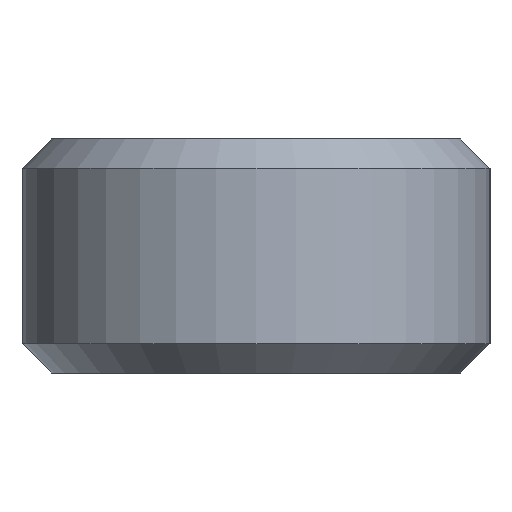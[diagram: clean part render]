
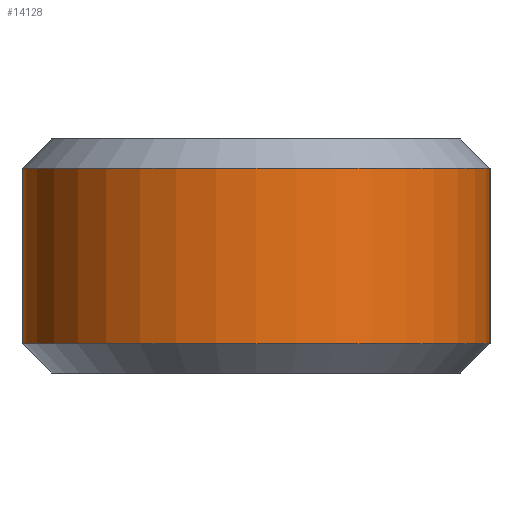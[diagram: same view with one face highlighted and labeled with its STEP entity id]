
A CAD part, left-side view. The second image highlights one B-rep face of the part: STEP entity #14128.
In plain terms, the highlighted cylindrical face has radius 16 mm (diameter 32 mm), a partial arc.
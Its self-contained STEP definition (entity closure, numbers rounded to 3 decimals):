
#2524=FACE_OUTER_BOUND('',#3453,.T.);
#3453=EDGE_LOOP('',(#13228,#13229,#13230,#13231));
#4403=LINE('',#36366,#5389);
#4440=LINE('',#36488,#5426);
#5389=VECTOR('',#18161,10.);
#5426=VECTOR('',#18290,10.);
#5770=CIRCLE('',#15284,16.);
#5790=CIRCLE('',#15347,16.);
#7061=VERTEX_POINT('',#36172);
#7084=VERTEX_POINT('',#36257);
#7108=VERTEX_POINT('',#36346);
#7135=VERTEX_POINT('',#36459);
#9069=EDGE_CURVE('',#7061,#7084,#5770,.T.);
#9115=EDGE_CURVE('',#7061,#7108,#4403,.T.);
#9159=EDGE_CURVE('',#7108,#7135,#5790,.T.);
#9171=EDGE_CURVE('',#7135,#7084,#4440,.T.);
#13228=ORIENTED_EDGE('',*,*,#9159,.F.);
#13229=ORIENTED_EDGE('',*,*,#9115,.F.);
#13230=ORIENTED_EDGE('',*,*,#9069,.T.);
#13231=ORIENTED_EDGE('',*,*,#9171,.F.);
#13324=CYLINDRICAL_SURFACE('',#15364,16.);
#14128=ADVANCED_FACE('',(#2524),#13324,.T.);
#15284=AXIS2_PLACEMENT_3D('',#36261,#18064,#18065);
#15347=AXIS2_PLACEMENT_3D('',#36463,#18252,#18253);
#15364=AXIS2_PLACEMENT_3D('',#36489,#18291,#18292);
#18064=DIRECTION('center_axis',(0.,0.,
-1.));
#18065=DIRECTION('ref_axis',(-1.,0.,0.));
#18161=DIRECTION('',(0.,0.,-1.));
#18252=DIRECTION('center_axis',(0.,0.,
-1.));
#18253=DIRECTION('ref_axis',(-1.,0.,0.));
#18290=DIRECTION('',(0.,0.,1.));
#18291=DIRECTION('center_axis',(0.,0.,-1.));
#18292=DIRECTION('ref_axis',(-1.,0.,0.));
#36172=CARTESIAN_POINT('',(-79.699,-13.969,12.));
#36257=CARTESIAN_POINT('',(-79.699,13.969,12.));
#36261=CARTESIAN_POINT('Origin',(-87.5,0.,12.));
#36346=CARTESIAN_POINT('',(-79.699,-13.969,0.));
#36366=CARTESIAN_POINT('',(-79.699,-13.969,6.));
#36459=CARTESIAN_POINT('',(-79.699,13.969,0.));
#36463=CARTESIAN_POINT('Origin',(-87.5,0.,0.));
#36488=CARTESIAN_POINT('',(-79.699,13.969,6.));
#36489=CARTESIAN_POINT('Origin',(-87.5,0.,6.));
